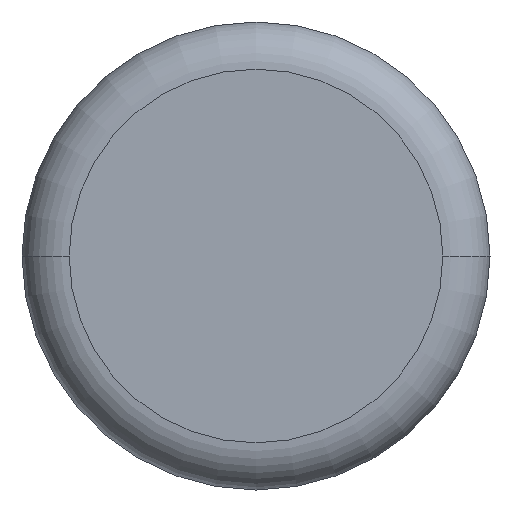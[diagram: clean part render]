
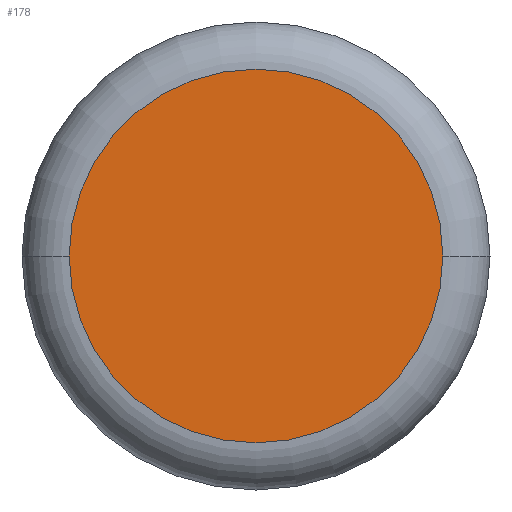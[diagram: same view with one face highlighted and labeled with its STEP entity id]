
A CAD part, front view. The second image highlights one B-rep face of the part: STEP entity #178.
In plain terms, the highlighted planar face has unit normal (0, -1, 0).
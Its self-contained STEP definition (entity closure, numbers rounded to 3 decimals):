
#49=CARTESIAN_POINT('',(0.,-16.,0.));
#50=DIRECTION('',(0.,1.,0.));
#51=DIRECTION('',(1.,0.,0.));
#52=AXIS2_PLACEMENT_3D('',#49,#50,#51);
#54=CARTESIAN_POINT('',(0.,-16.,0.));
#55=DIRECTION('',(0.,1.,0.));
#56=DIRECTION('',(-1.,0.,0.));
#57=AXIS2_PLACEMENT_3D('',#54,#55,#56);
#81=CARTESIAN_POINT('',(-0.793,-16.,0.));
#82=CARTESIAN_POINT('',(0.793,-16.,0.));
#83=VERTEX_POINT('',#81);
#84=VERTEX_POINT('',#82);
#168=CARTESIAN_POINT('',(0.,-16.,0.));
#169=DIRECTION('',(0.,1.,0.));
#170=DIRECTION('',(1.,0.,0.));
#171=AXIS2_PLACEMENT_3D('',#168,#169,#170);
#172=PLANE('',#171);
#174=ORIENTED_EDGE('',*,*,#173,.T.);
#175=ORIENTED_EDGE('',*,*,#158,.T.);
#176=EDGE_LOOP('',(#174,#175));
#177=FACE_OUTER_BOUND('',#176,.F.);
#53=CIRCLE('',#52,0.793);
#58=CIRCLE('',#57,0.793);
#158=EDGE_CURVE('',#83,#84,#58,.T.);
#173=EDGE_CURVE('',#84,#83,#53,.T.);
#178=ADVANCED_FACE('',(#177),#172,.F.);
